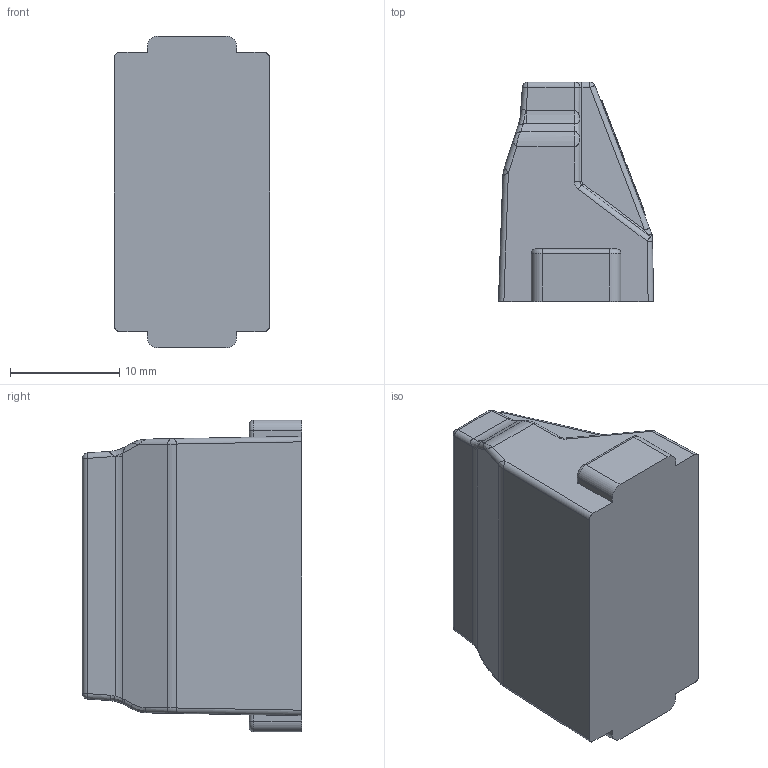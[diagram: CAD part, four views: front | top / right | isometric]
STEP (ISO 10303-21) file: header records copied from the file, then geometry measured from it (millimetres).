
FILE_DESCRIPTION(/* description */ (''),/* implementation_level */ '2;1');
FILE_NAME(/* name */ '522303-GY.stp',/* time_stamp */ '2022-04-15T08:21:43+08:00',/* author */ (''),/* organization */ (''),/* preprocessor_version */ 'ST-DEVELOPER v16.7',/* originating_system */ 'SIEMENS PLM Software NX 12.0',/* authorisation */ '');
FILE_SCHEMA (('AP203_CONFIGURATION_CONTROLLED_3D_DESIGN_OF_MECHANICAL_PARTS_AND_ASSEMBLIES_MIM_LF { 1 0 10303 403 2 1 2}'));
Length unit declared in the file: millimetre
Products named in the file (1): _model1
Bounding box: 14.23 x 20.1 x 28.6 mm (x, y, z)
Volume: 4183.1 mm3; surface area: 3998.8 mm2
Topology: 1 solids, 2 shells, 1157 faces, 3164 edges, 2061 vertices
Faces by surface type: plane 527, extrusion 454, cylinder 118, bspline 34, sphere 14, torus 10
Entity records: 39984 total; most frequent: CARTESIAN_POINT 12814, ORIENTED_EDGE 6308, DIRECTION 4025, EDGE_CURVE 3154, VECTOR 2385, VERTEX_POINT 2061, LINE 1931, B_SPLINE_CURVE_WITH_KNOTS 1518
